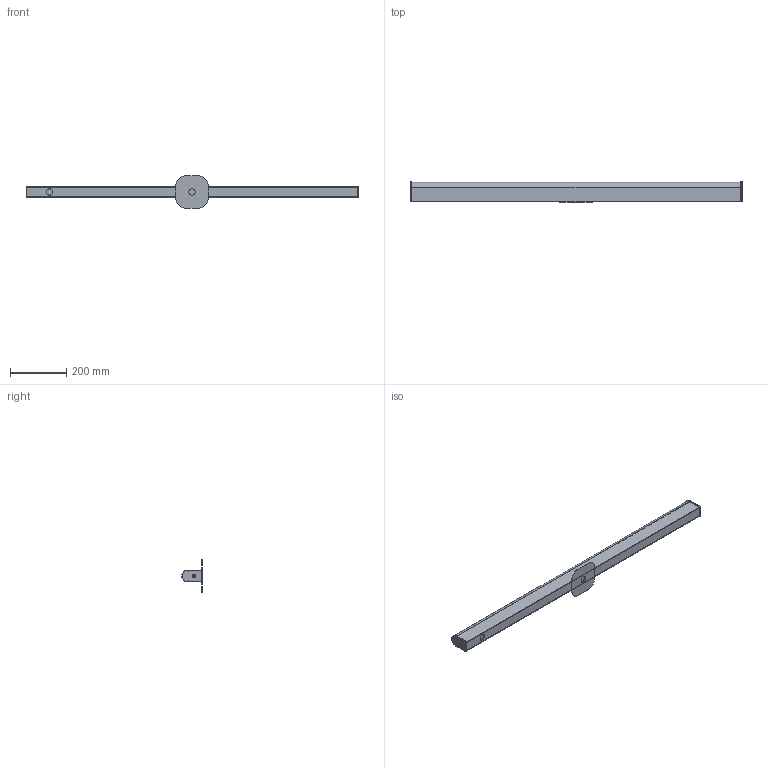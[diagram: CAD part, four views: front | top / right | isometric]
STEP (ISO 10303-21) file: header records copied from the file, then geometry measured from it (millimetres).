
FILE_DESCRIPTION (( 'STEP AP214' ), '1' );
FILE_NAME ('RDLB4R.STEP', '2016-04-05T19:41:27', ( '' ), ( '' ), 'SwSTEP 2.0', 'SolidWorks 2012', '' );
FILE_SCHEMA (( 'AUTOMOTIVE_DESIGN' ));
Length unit declared in the file: inch
Products named in the file (1): RDLB4R
Bounding box: 1183.44 x 72.57 x 114.3 mm (x, y, z)
Surface area: 282648.3 mm2 (no closed solid volume)
Topology: 0 solids, 7 shells, 69 faces, 219 edges, 156 vertices
Faces by surface type: plane 31, cylinder 26, cone 8, torus 4
Entity records: 3331 total; most frequent: CARTESIAN_POINT 481, DIRECTION 429, ORIENTED_EDGE 332, EDGE_CURVE 219, VERTEX_POINT 156, AXIS2_PLACEMENT_3D 152, VECTOR 125, LINE 125
